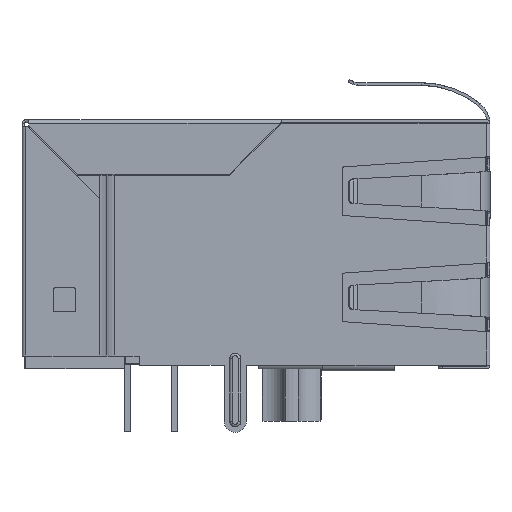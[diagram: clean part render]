
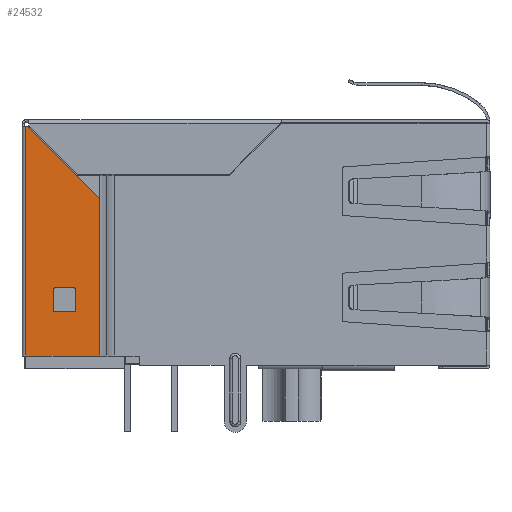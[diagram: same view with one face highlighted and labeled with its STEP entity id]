
A CAD part, left-side view. The second image highlights one B-rep face of the part: STEP entity #24532.
In plain terms, the highlighted face is planar.
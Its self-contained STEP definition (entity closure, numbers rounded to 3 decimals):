
#763=CIRCLE('',#25858,0.1);
#765=CIRCLE('',#25862,0.1);
#767=CIRCLE('',#25866,0.1);
#769=CIRCLE('',#25870,0.1);
#4810=ORIENTED_EDGE('',*,*,#8357,.T.);
#4811=ORIENTED_EDGE('',*,*,#8354,.T.);
#4812=ORIENTED_EDGE('',*,*,#8351,.T.);
#4813=ORIENTED_EDGE('',*,*,#8348,.T.);
#4814=ORIENTED_EDGE('',*,*,#8345,.T.);
#4815=ORIENTED_EDGE('',*,*,#8342,.T.);
#4816=ORIENTED_EDGE('',*,*,#8339,.T.);
#4817=ORIENTED_EDGE('',*,*,#8336,.T.);
#4818=ORIENTED_EDGE('',*,*,#8360,.T.);
#4819=ORIENTED_EDGE('',*,*,#8326,.F.);
#4820=ORIENTED_EDGE('',*,*,#8330,.T.);
#4821=ORIENTED_EDGE('',*,*,#8292,.T.);
#4822=ORIENTED_EDGE('',*,*,#8334,.T.);
#8292=EDGE_CURVE('',#10289,#10288,#12194,.T.);
#8326=EDGE_CURVE('',#10300,#10301,#12212,.T.);
#8330=EDGE_CURVE('',#10300,#10289,#12215,.T.);
#8334=EDGE_CURVE('',#10288,#10305,#12219,.T.);
#8336=EDGE_CURVE('',#10308,#10307,#12221,.T.);
#8339=EDGE_CURVE('',#10310,#10308,#763,.T.);
#8342=EDGE_CURVE('',#10312,#10310,#12225,.T.);
#8345=EDGE_CURVE('',#10314,#10312,#765,.T.);
#8348=EDGE_CURVE('',#10316,#10314,#12229,.T.);
#8351=EDGE_CURVE('',#10318,#10316,#767,.T.);
#8354=EDGE_CURVE('',#10320,#10318,#12233,.T.);
#8357=EDGE_CURVE('',#10307,#10320,#769,.T.);
#8360=EDGE_CURVE('',#10305,#10301,#12237,.T.);
#10288=VERTEX_POINT('',#34925);
#10289=VERTEX_POINT('',#34927);
#10300=VERTEX_POINT('',#35057);
#10301=VERTEX_POINT('',#35059);
#10305=VERTEX_POINT('',#35073);
#10307=VERTEX_POINT('',#35078);
#10308=VERTEX_POINT('',#35080);
#10310=VERTEX_POINT('',#35086);
#10312=VERTEX_POINT('',#35092);
#10314=VERTEX_POINT('',#35098);
#10316=VERTEX_POINT('',#35104);
#10318=VERTEX_POINT('',#35110);
#10320=VERTEX_POINT('',#35116);
#12194=LINE('',#34926,#14086);
#12212=LINE('',#35058,#14104);
#12215=LINE('',#35066,#14107);
#12219=LINE('',#35074,#14111);
#12221=LINE('',#35079,#14113);
#12225=LINE('',#35091,#14117);
#12229=LINE('',#35103,#14121);
#12233=LINE('',#35115,#14125);
#12237=LINE('',#35125,#14129);
#14086=VECTOR('',#29688,1000.);
#14104=VECTOR('',#29750,1000.);
#14107=VECTOR('',#29757,1000.);
#14111=VECTOR('',#29765,1000.);
#14113=VECTOR('',#29769,1000.);
#14117=VECTOR('',#29781,1000.);
#14121=VECTOR('',#29793,1000.);
#14125=VECTOR('',#29805,1000.);
#14129=VECTOR('',#29817,1000.);
#15148=EDGE_LOOP('',(#4810,#4811,#4812,#4813,#4814,#4815,#4816,#4817));
#15149=EDGE_LOOP('',(#4818,#4819,#4820,#4821,#4822));
#16164=FACE_BOUND('',#15148,.T.);
#16165=FACE_BOUND('',#15149,.T.);
#16942=PLANE('',#25873);
#24532=ADVANCED_FACE('',(#16164,#16165),#16942,.F.);
#25858=AXIS2_PLACEMENT_3D('',#35085,#29774,#29775);
#25862=AXIS2_PLACEMENT_3D('',#35097,#29786,#29787);
#25866=AXIS2_PLACEMENT_3D('',#35109,#29798,#29799);
#25870=AXIS2_PLACEMENT_3D('',#35121,#29810,#29811);
#25873=AXIS2_PLACEMENT_3D('',#35126,#29818,#29819);
#29688=DIRECTION('',(0.,-1.,0.));
#29750=DIRECTION('',(0.,-1.,0.));
#29757=DIRECTION('',(0.,0.,1.));
#29765=DIRECTION('',(0.,0.,-1.));
#29769=DIRECTION('',(0.,-1.,0.));
#29774=DIRECTION('',(-1.,0.,0.));
#29775=DIRECTION('',(0.,1.,0.));
#29781=DIRECTION('',(0.,0.,-1.));
#29786=DIRECTION('',(-1.,0.,0.));
#29787=DIRECTION('',(0.,-1.,0.));
#29793=DIRECTION('',(0.,1.,0.));
#29798=DIRECTION('',(-1.,0.,0.));
#29799=DIRECTION('',(0.,1.,0.));
#29805=DIRECTION('',(0.,0.,1.));
#29810=DIRECTION('',(-1.,0.,0.));
#29811=DIRECTION('',(0.,1.,0.));
#29817=DIRECTION('',(0.,0.707,-0.707));
#29818=DIRECTION('',(-1.,0.,0.));
#29819=DIRECTION('',(0.,-1.,0.));
#34925=CARTESIAN_POINT('',(8.125,8.45,5.99));
#34926=CARTESIAN_POINT('',(8.125,12.528,5.99));
#34927=CARTESIAN_POINT('',(8.125,12.45,5.99));
#35057=CARTESIAN_POINT('',(8.125,12.45,-6.438));
#35058=CARTESIAN_POINT('',(8.125,12.528,-6.438));
#35059=CARTESIAN_POINT('',(8.125,12.356,-6.438));
#35066=CARTESIAN_POINT('',(8.125,12.45,-6.532));
#35073=CARTESIAN_POINT('',(8.125,8.45,-2.532));
#35074=CARTESIAN_POINT('',(8.125,8.45,5.99));
#35078=CARTESIAN_POINT('',(8.125,9.85,2.29));
#35079=CARTESIAN_POINT('',(8.125,10.85,2.29));
#35080=CARTESIAN_POINT('',(8.125,10.85,2.29));
#35085=CARTESIAN_POINT('',(8.125,10.85,2.39));
#35086=CARTESIAN_POINT('',(8.125,10.95,2.39));
#35091=CARTESIAN_POINT('',(8.125,10.95,3.49));
#35092=CARTESIAN_POINT('',(8.125,10.95,3.49));
#35097=CARTESIAN_POINT('',(8.125,10.85,3.49));
#35098=CARTESIAN_POINT('',(8.125,10.85,3.59));
#35103=CARTESIAN_POINT('',(8.125,9.85,3.59));
#35104=CARTESIAN_POINT('',(8.125,9.85,3.59));
#35109=CARTESIAN_POINT('',(8.125,9.85,3.49));
#35110=CARTESIAN_POINT('',(8.125,9.75,3.49));
#35115=CARTESIAN_POINT('',(8.125,9.75,2.39));
#35116=CARTESIAN_POINT('',(8.125,9.75,2.39));
#35121=CARTESIAN_POINT('',(8.125,9.85,2.39));
#35125=CARTESIAN_POINT('',(8.125,12.528,-6.61));
#35126=CARTESIAN_POINT('',(8.125,12.528,5.99));
